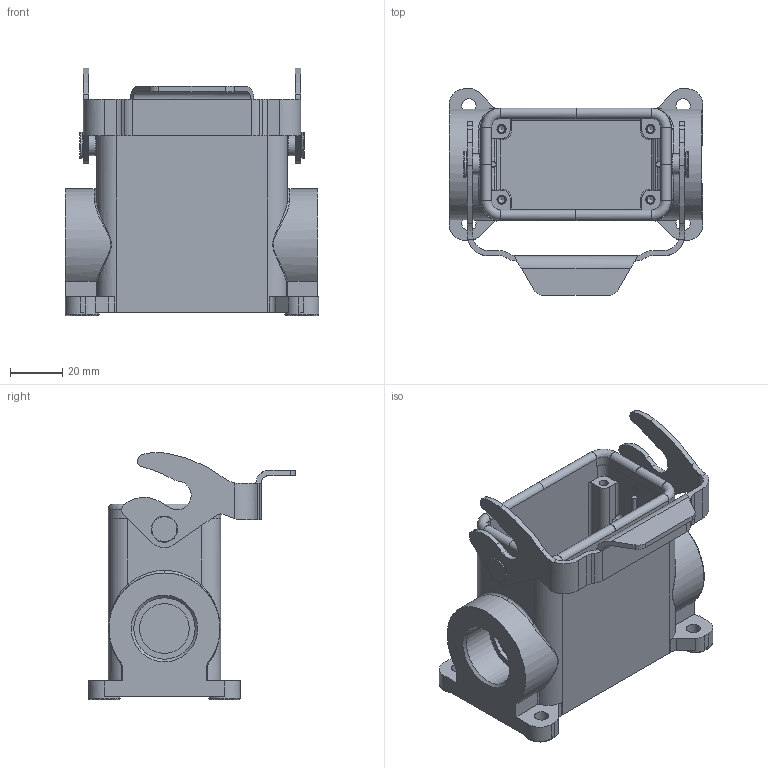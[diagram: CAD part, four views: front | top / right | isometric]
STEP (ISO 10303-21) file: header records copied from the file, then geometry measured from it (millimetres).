
FILE_DESCRIPTION(/* description */ (''),/* implementation_level */ '2;1');
FILE_NAME(/* name */ 'c146 10n010 802 2nxm001-04.stp',/* time_stamp */ '2018-03-07T08:01:36+01:00',/* author */ (''),/* organization */ (''),/* preprocessor_version */ 'ST-DEVELOPER v16',/* originating_system */ 'SIEMENS PLM Software NX 11.0',/* authorisation */ '');
FILE_SCHEMA (('AP203_CONFIGURATION_CONTROLLED_3D_DESIGN_OF_MECHANICAL_PARTS_AND_ASSEMBLIES_MIM_LF { 1 0 10303 403 2 1 2}'));
Length unit declared in the file: millimetre
Products named in the file (1): c146 10n010 802 2nxm001-04
Bounding box: 97 x 79.1 x 94.58 mm (x, y, z)
Volume: 118271.6 mm3; surface area: 52408.9 mm2
Topology: 1 solids, 4 shells, 396 faces, 1033 edges, 657 vertices
Faces by surface type: cylinder 172, plane 156, bspline 46, cone 18, revolution 4
Full cylindrical faces by diameter (mm): 2.78 x4, 2.9 x2, 3.5 x4, 5.5 x4, 8 x4, 10 x2, 19 x1, 23.5 x1, 26 x1, 30.5 x1
Entity records: 16603 total; most frequent: CARTESIAN_POINT 4373, DIRECTION 1952, ORIENTED_EDGE 1926, EDGE_CURVE 963, AXIS2_PLACEMENT_3D 720, VERTEX_POINT 641, LINE 508, VECTOR 508
